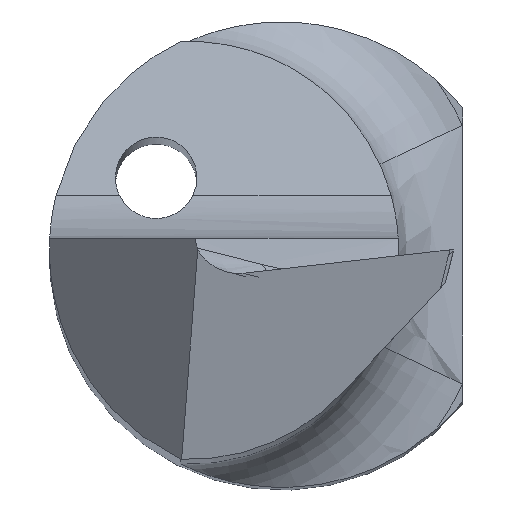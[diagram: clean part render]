
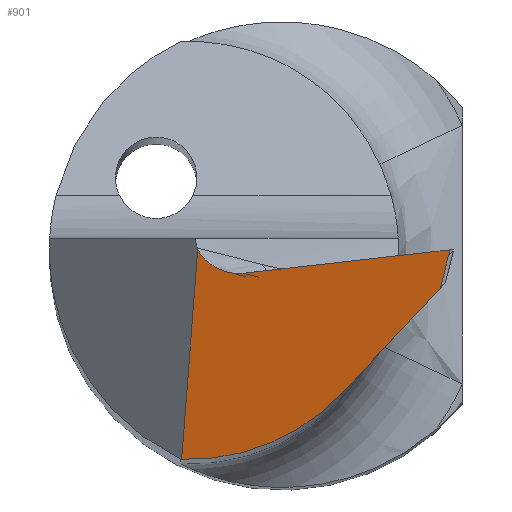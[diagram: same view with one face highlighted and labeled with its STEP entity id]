
A CAD part, top view. The second image highlights one B-rep face of the part: STEP entity #901.
In plain terms, the highlighted planar face has unit normal (-0.122, -0.139, 0.983).
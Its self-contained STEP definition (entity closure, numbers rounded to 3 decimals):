
#12 = DIRECTION ( 'NONE',  ( 0.673, 0.716, 0.185 ) ) ;
#34 = FACE_OUTER_BOUND ( 'NONE', #735, .T. ) ;
#45 = EDGE_CURVE ( 'NONE', #652, #202, #805, .T. ) ;
#68 = VERTEX_POINT ( 'NONE', #767 ) ;
#70 = DIRECTION ( 'NONE',  ( -0.984, -0.111, -0.138 ) ) ;
#80 = ORIENTED_EDGE ( 'NONE', *, *, #45, .T. ) ;
#83 = B_SPLINE_CURVE_WITH_KNOTS ( 'NONE', 3,
 ( #755, #100, #395, #318, #526, #688 ),
 .UNSPECIFIED., .F., .F.,
 ( 4, 2, 4 ),
 ( 0., 0., 0. ),
 .UNSPECIFIED. ) ;
#92 = CARTESIAN_POINT ( 'NONE',  ( 1.359, -0.33, 37.943 ) ) ;
#96 = EDGE_CURVE ( 'NONE', #721, #202, #83, .T. ) ;
#100 = CARTESIAN_POINT ( 'NONE',  ( -0.689, -0.067, 37.725 ) ) ;
#171 = EDGE_CURVE ( 'NONE', #211, #433, #677, .T. ) ;
#174 = DIRECTION ( 'NONE',  ( 0., -0.99, -0.14 ) ) ;
#191 = CARTESIAN_POINT ( 'NONE',  ( 0.151, -1.617, 37.61 ) ) ;
#202 = VERTEX_POINT ( 'NONE', #764 ) ;
#211 = VERTEX_POINT ( 'NONE', #531 ) ;
#240 = CARTESIAN_POINT ( 'NONE',  ( 0.555, -1.187, 37.722 ) ) ;
#266 = EDGE_CURVE ( 'NONE', #211, #68, #532, .T. ) ;
#314 = VECTOR ( 'NONE', #70, 1000. ) ;
#318 = CARTESIAN_POINT ( 'NONE',  ( -0.49, -0.192, 37.732 ) ) ;
#347 = CARTESIAN_POINT ( 'NONE',  ( -0.864, -1.799, 37.458 ) ) ;
#360 = ORIENTED_EDGE ( 'NONE', *, *, #266, .F. ) ;
#381 = ORIENTED_EDGE ( 'NONE', *, *, #763, .T. ) ;
#395 = CARTESIAN_POINT ( 'NONE',  ( -0.628, -0.121, 37.725 ) ) ;
#404 = CARTESIAN_POINT ( 'NONE',  ( -0.702, 0.306, 37.777 ) ) ;
#411 = CARTESIAN_POINT ( 'NONE',  ( -0.725, 0.001, 37.73 ) ) ;
#433 = VERTEX_POINT ( 'NONE', #92 ) ;
#442 = VECTOR ( 'NONE', #697, 1000. ) ;
#476 = PLANE ( 'NONE',  #499 ) ;
#499 = AXIS2_PLACEMENT_3D ( 'NONE', #833, #702, #174 ) ;
#500 = ORIENTED_EDGE ( 'NONE', *, *, #681, .T. ) ;
#526 = CARTESIAN_POINT ( 'NONE',  ( -0.411, -0.209, 37.74 ) ) ;
#531 = CARTESIAN_POINT ( 'NONE',  ( 0.512, -1.232, 37.71 ) ) ;
#532 =( BOUNDED_CURVE ( )  B_SPLINE_CURVE ( 3, ( #778, #191, #930, #347 ),
 .UNSPECIFIED., .F., .T. ) 
 B_SPLINE_CURVE_WITH_KNOTS ( ( 4, 4 ),
 ( 4.745, 5.597 ),
 .UNSPECIFIED. ) 
 CURVE ( )  GEOMETRIC_REPRESENTATION_ITEM ( )  RATIONAL_B_SPLINE_CURVE ( ( 1., 0.94, 0.94, 1. ) ) 
 REPRESENTATION_ITEM ( '' )  );
#563 = ORIENTED_EDGE ( 'NONE', *, *, #96, .F. ) ;
#578 = ORIENTED_EDGE ( 'NONE', *, *, #171, .T. ) ;
#617 = LINE ( 'NONE', #404, #442 ) ;
#618 = VECTOR ( 'NONE', #12, 1000. ) ;
#652 = VERTEX_POINT ( 'NONE', #939 ) ;
#677 = LINE ( 'NONE', #240, #618 ) ;
#681 = EDGE_CURVE ( 'NONE', #433, #652, #780, .T. ) ;
#688 = CARTESIAN_POINT ( 'NONE',  ( -0.335, -0.201, 37.75 ) ) ;
#697 = DIRECTION ( 'NONE',  ( -0.076, -0.986, -0.149 ) ) ;
#702 = DIRECTION ( 'NONE',  ( -0.122, -0.139, 0.983 ) ) ;
#721 = VERTEX_POINT ( 'NONE', #411 ) ;
#733 = CARTESIAN_POINT ( 'NONE',  ( 50.756, 5.568, 44.933 ) ) ;
#735 = EDGE_LOOP ( 'NONE', ( #578, #500, #80, #563, #381, #360 ) ) ;
#755 = CARTESIAN_POINT ( 'NONE',  ( -0.725, 0.001, 37.73 ) ) ;
#763 = EDGE_CURVE ( 'NONE', #721, #68, #617, .T. ) ;
#764 = CARTESIAN_POINT ( 'NONE',  ( -0.335, -0.201, 37.75 ) ) ;
#767 = CARTESIAN_POINT ( 'NONE',  ( -0.864, -1.799, 37.458 ) ) ;
#774 = DIRECTION ( 'NONE',  ( 0.243, 0.956, 0.166 ) ) ;
#778 = CARTESIAN_POINT ( 'NONE',  ( 0.512, -1.232, 37.71 ) ) ;
#780 = LINE ( 'NONE', #847, #796 ) ;
#796 = VECTOR ( 'NONE', #774, 1000. ) ;
#805 = LINE ( 'NONE', #733, #314 ) ;
#833 = CARTESIAN_POINT ( 'NONE',  ( 1.495, 0.1, 38.021 ) ) ;
#847 = CARTESIAN_POINT ( 'NONE',  ( 1.47, 0.107, 38.019 ) ) ;
#901 = ADVANCED_FACE ( 'NONE', ( #34 ), #476, .T. ) ;
#930 = CARTESIAN_POINT ( 'NONE',  ( -0.337, -1.818, 37.521 ) ) ;
#939 = CARTESIAN_POINT ( 'NONE',  ( 1.443, 0., 38. ) ) ;
